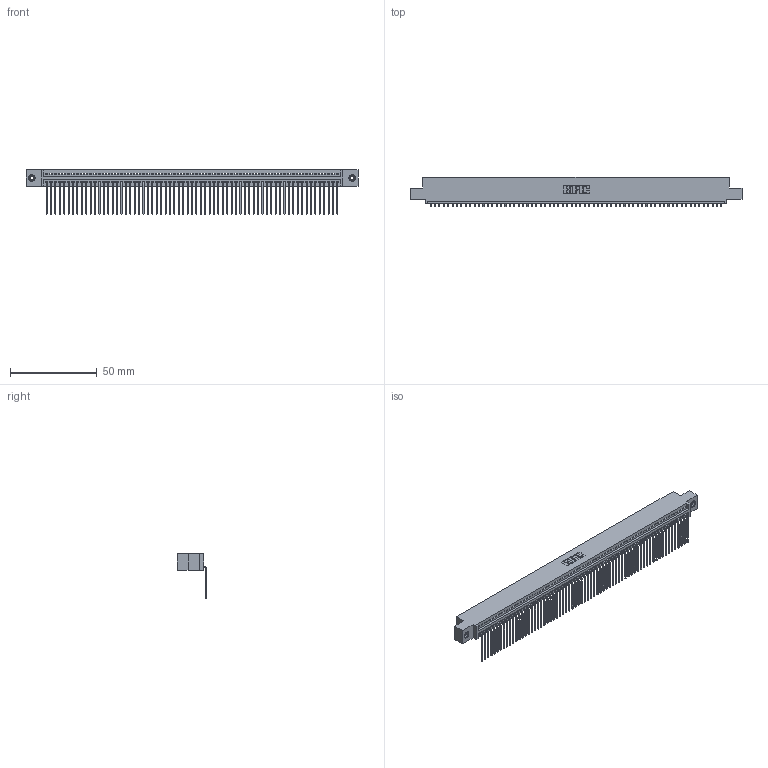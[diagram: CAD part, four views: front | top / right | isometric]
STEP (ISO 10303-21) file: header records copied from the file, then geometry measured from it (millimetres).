
FILE_DESCRIPTION (( 'STEP AP203' ), '1' );
FILE_NAME ('395-067-559-408.STEP', '2019-10-25T14:15:28', ( '' ), ( '' ), 'SwSTEP 2.0', 'SolidWorks 2016', '' );
FILE_SCHEMA (( 'CONFIG_CONTROL_DESIGN' ));
Length unit declared in the file: inch
Products named in the file (4): 345 Part_0.110 Offset - 0.156 Dia-TI; 345-292-001_558 559 Tail - 1; 345-250-001_345-250-003-102; 395-067-559-408
Assembly tree (70 placements, depth 2):
  395-067-559-408
    345 Part_0.110 Offset - 0.156 Dia-TI
    345-292-001_558 559 Tail - 1  x67
    345-250-001_345-250-003-102  x2
Bounding box: 191.39 x 16.75 x 25.53 mm (x, y, z)
Volume: 18526.5 mm3; surface area: 26372.5 mm2
Topology: 70 solids, 70 shells, 4210 faces, 12683 edges, 8358 vertices
Faces by surface type: plane 2930, cylinder 1264, cone 12, torus 4
Entity records: 48462 total; most frequent: CARTESIAN_POINT 8376, ORIENTED_EDGE 8370, DIRECTION 7305, EDGE_CURVE 4185, LINE 3765, VECTOR 3765, VERTEX_POINT 2784, AXIS2_PLACEMENT_3D 1770
